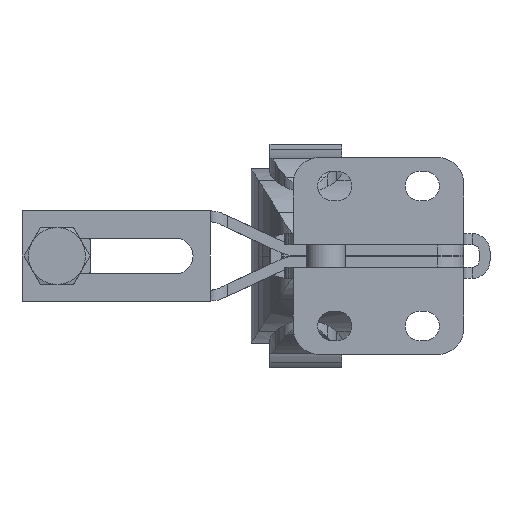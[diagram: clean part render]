
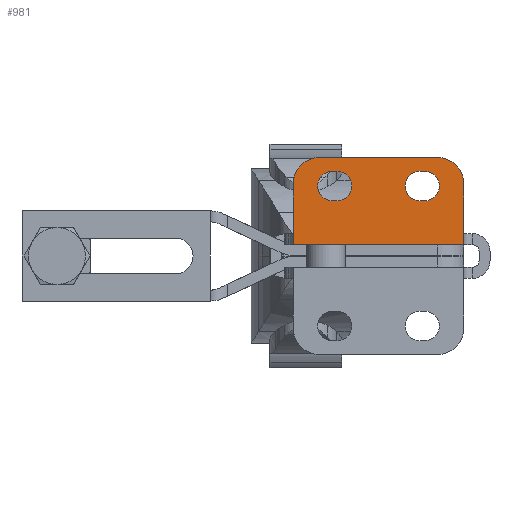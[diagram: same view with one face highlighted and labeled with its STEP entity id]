
A CAD part, front view. The second image highlights one B-rep face of the part: STEP entity #981.
In plain terms, the highlighted planar face has unit normal (0, -1, 0).
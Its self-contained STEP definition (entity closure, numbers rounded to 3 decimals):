
#981 = ADVANCED_FACE( '', ( #2061, #2062, #2063 ), #2064, .F. );
#2061 = FACE_BOUND( '', #3486, .T. );
#2062 = FACE_BOUND( '', #3487, .T. );
#2063 = FACE_OUTER_BOUND( '', #3488, .T. );
#2064 = PLANE( '', #3489 );
#3486 = EDGE_LOOP( '', ( #5395, #5396, #5397, #5398 ) );
#3487 = EDGE_LOOP( '', ( #5399, #5400, #5401, #5402 ) );
#3488 = EDGE_LOOP( '', ( #5403, #5404, #5405, #5406, #5407, #5408 ) );
#3489 = AXIS2_PLACEMENT_3D( '', #5409, #5410, #5411 );
#5395 = ORIENTED_EDGE( '', *, *, #8808, .T. );
#5396 = ORIENTED_EDGE( '', *, *, #8795, .T. );
#5397 = ORIENTED_EDGE( '', *, *, #8809, .T. );
#5398 = ORIENTED_EDGE( '', *, *, #8810, .T. );
#5399 = ORIENTED_EDGE( '', *, *, #8811, .T. );
#5400 = ORIENTED_EDGE( '', *, *, #8812, .T. );
#5401 = ORIENTED_EDGE( '', *, *, #8813, .T. );
#5402 = ORIENTED_EDGE( '', *, *, #8803, .T. );
#5403 = ORIENTED_EDGE( '', *, *, #8814, .T. );
#5404 = ORIENTED_EDGE( '', *, *, #8815, .F. );
#5405 = ORIENTED_EDGE( '', *, *, #8816, .F. );
#5406 = ORIENTED_EDGE( '', *, *, #8817, .F. );
#5407 = ORIENTED_EDGE( '', *, *, #8818, .F. );
#5408 = ORIENTED_EDGE( '', *, *, #8819, .T. );
#5409 = CARTESIAN_POINT( '', ( 0., 0., 5.1 ) );
#5410 = DIRECTION( '', ( 0., 1., 0. ) );
#5411 = DIRECTION( '', ( 0., 0., 1. ) );
#8795 = EDGE_CURVE( '', #10584, #10585, #10586, .T. );
#8803 = EDGE_CURVE( '', #10598, #10599, #10600, .T. );
#8808 = EDGE_CURVE( '', #10607, #10584, #10608, .T. );
#8809 = EDGE_CURVE( '', #10585, #10609, #10610, .T. );
#8810 = EDGE_CURVE( '', #10609, #10607, #10611, .T. );
#8811 = EDGE_CURVE( '', #10599, #10612, #10613, .T. );
#8812 = EDGE_CURVE( '', #10612, #10614, #10615, .T. );
#8813 = EDGE_CURVE( '', #10614, #10598, #10616, .T. );
#8814 = EDGE_CURVE( '', #10617, #10618, #10619, .T. );
#8815 = EDGE_CURVE( '', #10620, #10618, #10621, .T. );
#8816 = EDGE_CURVE( '', #10622, #10620, #10623, .T. );
#8817 = EDGE_CURVE( '', #10624, #10622, #10625, .T. );
#8818 = EDGE_CURVE( '', #10626, #10624, #10627, .T. );
#8819 = EDGE_CURVE( '', #10626, #10617, #10628, .T. );
#10584 = VERTEX_POINT( '', #13346 );
#10585 = VERTEX_POINT( '', #13347 );
#10586 = CIRCLE( '', #13348, 3.4 );
#10598 = VERTEX_POINT( '', #13362 );
#10599 = VERTEX_POINT( '', #13363 );
#10600 = CIRCLE( '', #13364, 3.4 );
#10607 = VERTEX_POINT( '', #13373 );
#10608 = LINE( '', #13374, #13375 );
#10609 = VERTEX_POINT( '', #13376 );
#10610 = LINE( '', #13377, #13378 );
#10611 = CIRCLE( '', #13379, 3.4 );
#10612 = VERTEX_POINT( '', #13380 );
#10613 = LINE( '', #13381, #13382 );
#10614 = VERTEX_POINT( '', #13383 );
#10615 = CIRCLE( '', #13384, 3.4 );
#10616 = LINE( '', #13385, #13386 );
#10617 = VERTEX_POINT( '', #13387 );
#10618 = VERTEX_POINT( '', #13388 );
#10619 = LINE( '', #13389, #13390 );
#10620 = VERTEX_POINT( '', #13391 );
#10621 = LINE( '', #13392, #13393 );
#10622 = VERTEX_POINT( '', #13394 );
#10623 = CIRCLE( '', #13395, 6. );
#10624 = VERTEX_POINT( '', #13396 );
#10625 = LINE( '', #13397, #13398 );
#10626 = VERTEX_POINT( '', #13399 );
#10627 = CIRCLE( '', #13400, 6. );
#10628 = LINE( '', #13401, #13402 );
#13346 = CARTESIAN_POINT( '', ( 9., 0., 12.6 ) );
#13347 = CARTESIAN_POINT( '', ( 9., 0., 19.4 ) );
#13348 = AXIS2_PLACEMENT_3D( '', #15934, #15935, #15936 );
#13362 = CARTESIAN_POINT( '', ( 30., 0., 19.4 ) );
#13363 = CARTESIAN_POINT( '', ( 30., 0., 12.6 ) );
#13364 = AXIS2_PLACEMENT_3D( '', #15948, #15949, #15950 );
#13373 = CARTESIAN_POINT( '', ( 10., 0., 12.6 ) );
#13374 = CARTESIAN_POINT( '', ( 10., 0., 12.6 ) );
#13375 = VECTOR( '', #15956, 1000. );
#13376 = CARTESIAN_POINT( '', ( 10., 0., 19.4 ) );
#13377 = CARTESIAN_POINT( '', ( 9., 0., 19.4 ) );
#13378 = VECTOR( '', #15957, 1000. );
#13379 = AXIS2_PLACEMENT_3D( '', #15958, #15959, #15960 );
#13380 = CARTESIAN_POINT( '', ( 29., 0., 12.6 ) );
#13381 = CARTESIAN_POINT( '', ( 30., 0., 12.6 ) );
#13382 = VECTOR( '', #15961, 1000. );
#13383 = CARTESIAN_POINT( '', ( 29., 0., 19.4 ) );
#13384 = AXIS2_PLACEMENT_3D( '', #15962, #15963, #15964 );
#13385 = CARTESIAN_POINT( '', ( 29., 0., 19.4 ) );
#13386 = VECTOR( '', #15965, 1000. );
#13387 = CARTESIAN_POINT( '', ( 0., 0., 2.6 ) );
#13388 = CARTESIAN_POINT( '', ( 39., 0., 2.6 ) );
#13389 = CARTESIAN_POINT( '', ( -4.5, 0., 2.6 ) );
#13390 = VECTOR( '', #15966, 1000. );
#13391 = CARTESIAN_POINT( '', ( 39., 0., 16.5 ) );
#13392 = CARTESIAN_POINT( '', ( 39., 0., 5.1 ) );
#13393 = VECTOR( '', #15967, 1000. );
#13394 = CARTESIAN_POINT( '', ( 33., 0., 22.5 ) );
#13395 = AXIS2_PLACEMENT_3D( '', #15968, #15969, #15970 );
#13396 = CARTESIAN_POINT( '', ( 6., 0., 22.5 ) );
#13397 = CARTESIAN_POINT( '', ( 6., 0., 22.5 ) );
#13398 = VECTOR( '', #15971, 1000. );
#13399 = CARTESIAN_POINT( '', ( 0., 0., 16.5 ) );
#13400 = AXIS2_PLACEMENT_3D( '', #15972, #15973, #15974 );
#13401 = CARTESIAN_POINT( '', ( 0., 0., 5.1 ) );
#13402 = VECTOR( '', #15975, 1000. );
#15934 = CARTESIAN_POINT( '', ( 9., 0., 16. ) );
#15935 = DIRECTION( '', ( 0., 1., 0. ) );
#15936 = DIRECTION( '', ( 1., 0., 0. ) );
#15948 = CARTESIAN_POINT( '', ( 30., 0., 16. ) );
#15949 = DIRECTION( '', ( 0., 1., 0. ) );
#15950 = DIRECTION( '', ( 1., 0., 0. ) );
#15956 = DIRECTION( '', ( -1., 0., 0. ) );
#15957 = DIRECTION( '', ( 1., 0., 0. ) );
#15958 = CARTESIAN_POINT( '', ( 10., 0., 16. ) );
#15959 = DIRECTION( '', ( 0., 1., 0. ) );
#15960 = DIRECTION( '', ( 1., 0., 0. ) );
#15961 = DIRECTION( '', ( -1., 0., 0. ) );
#15962 = CARTESIAN_POINT( '', ( 29., 0., 16. ) );
#15963 = DIRECTION( '', ( 0., 1., 0. ) );
#15964 = DIRECTION( '', ( 1., 0., 0. ) );
#15965 = DIRECTION( '', ( 1., 0., 0. ) );
#15966 = DIRECTION( '', ( 1., 0., 0. ) );
#15967 = DIRECTION( '', ( 0., 0., -1. ) );
#15968 = CARTESIAN_POINT( '', ( 33., 0., 16.5 ) );
#15969 = DIRECTION( '', ( 0., 1., 0. ) );
#15970 = DIRECTION( '', ( 1., 0., 0. ) );
#15971 = DIRECTION( '', ( 1., 0., 0. ) );
#15972 = CARTESIAN_POINT( '', ( 6., 0., 16.5 ) );
#15973 = DIRECTION( '', ( 0., 1., 0. ) );
#15974 = DIRECTION( '', ( 1., 0., 0. ) );
#15975 = DIRECTION( '', ( 0., 0., -1. ) );
